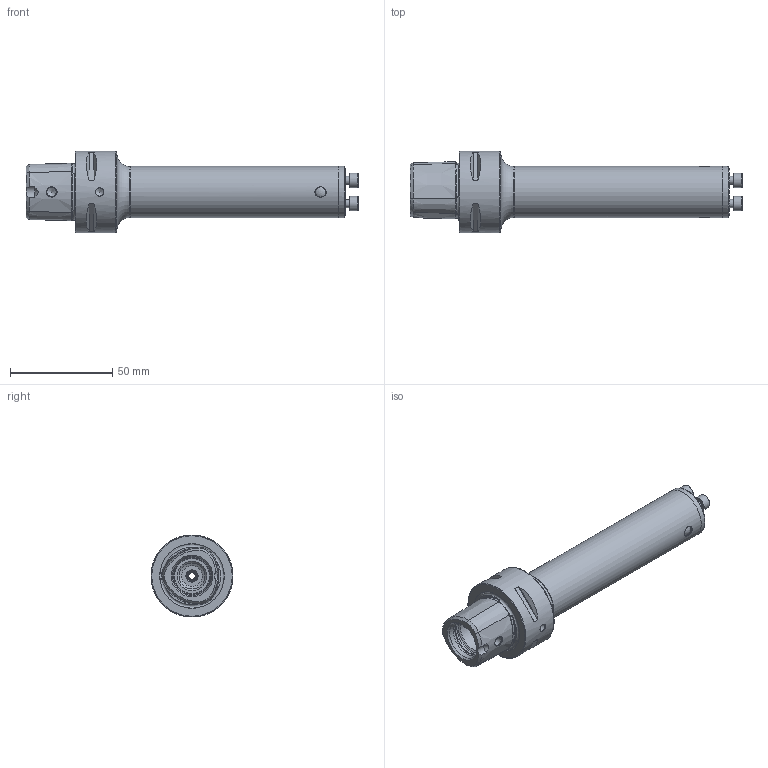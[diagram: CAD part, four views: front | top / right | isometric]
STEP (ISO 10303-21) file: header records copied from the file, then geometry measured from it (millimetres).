
FILE_DESCRIPTION (( 'STEP AP214' ), '1' );
FILE_NAME ('PS4.WK3.WD2.167.STEP', '2022-06-14T07:10:09', ( '' ), ( '' ), 'SwSTEP 2.0', 'SolidWorks 2017', '' );
FILE_SCHEMA (( 'AUTOMOTIVE_DESIGN' ));
Length unit declared in the file: millimetre
Products named in the file (12): WD2-WK3.025.003_A; DIN 6325_ø5x10-m6_2x6; DIN 3771 - 10x4; WD2-ER1.008.037_A; DIN 3771 - 17x2; PS4-WD2.055.129_A_mit Stiftbohrung; ISO 4762 - M4 x 12; PS4.WK3.WD2.167; WD2-BG1.021.055; WD2-ER1.020.042_A; DIN 3771 - 6x1; WD2-ER1.021.019_A
Assembly tree (17 placements, depth 3):
  PS4.WK3.WD2.167
    PS4-WD2.055.129_A_mit Stiftbohrung
    WD2-BG1.021.055
      WD2-ER1.008.037_A
      WD2-ER1.021.019_A  x2
      DIN 3771 - 10x4  x2
      DIN 3771 - 17x2  x2
      WD2-ER1.020.042_A
    WD2-WK3.025.003_A
    DIN 6325_ø5x10-m6_2x6  x2
    DIN 3771 - 6x1
    ISO 4762 - M4 x 12  x3
Bounding box: 162.3 x 40 x 40 mm (x, y, z)
Volume: 80253.2 mm3; surface area: 39224.6 mm2
Topology: 16 solids, 16 shells, 497 faces, 1221 edges, 765 vertices
Faces by surface type: plane 236, cylinder 110, cone 100, torus 47, sphere 4
Full cylindrical faces by diameter (mm): 3.3 x5, 4 x4, 4.6 x2, 5 x6, 5.5 x2, 6 x4, 6.5 x4, 6.8 x1, 7 x3, 7.4 x1, 8 x1, 9 x1, 10 x2, 10.2 x1, 11 x2, 12.5 x1, 17.8 x2, 18 x4, 20 x2, 20.7 x1, 21 x5, 21.2 x2, 25 x2, 40 x1
Entity records: 14231 total; most frequent: CARTESIAN_POINT 4679, ORIENTED_EDGE 1798, DIRECTION 1724, EDGE_CURVE 899, AXIS2_PLACEMENT_3D 734, VERTEX_POINT 641, EDGE_LOOP 578, FACE_OUTER_BOUND 484
